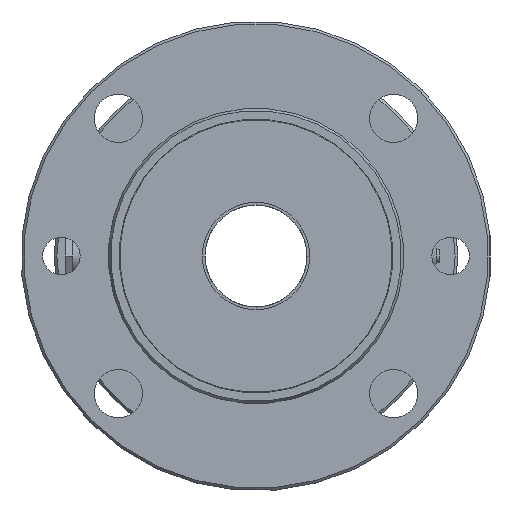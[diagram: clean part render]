
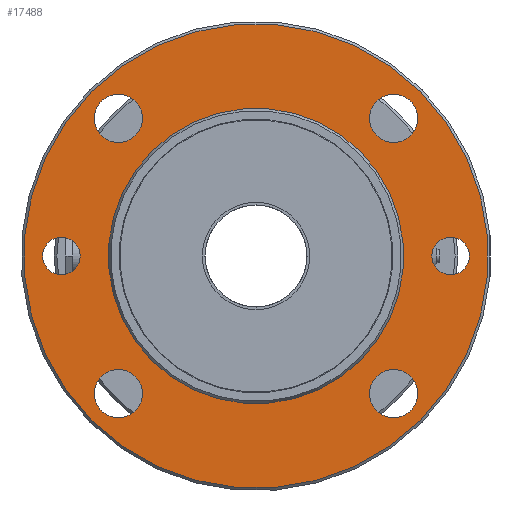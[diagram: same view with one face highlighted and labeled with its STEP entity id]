
A CAD part, left-side view. The second image highlights one B-rep face of the part: STEP entity #17488.
In plain terms, the highlighted planar face has unit normal (-1, 0, 0).
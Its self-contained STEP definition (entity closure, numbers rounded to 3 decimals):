
#585=PLANE('',#18881);
#1262=CIRCLE('',#18880,86.5);
#1263=CIRCLE('',#18882,7.);
#1264=CIRCLE('',#18883,7.);
#1265=CIRCLE('',#18884,9.);
#1266=CIRCLE('',#18885,9.);
#1267=CIRCLE('',#18886,9.);
#1268=CIRCLE('',#18887,9.);
#1269=CIRCLE('',#18888,55.);
#5218=ORIENTED_EDGE('',*,*,#7052,.F.);
#5219=ORIENTED_EDGE('',*,*,#7053,.F.);
#5220=ORIENTED_EDGE('',*,*,#7054,.F.);
#5221=ORIENTED_EDGE('',*,*,#7055,.F.);
#5222=ORIENTED_EDGE('',*,*,#7056,.F.);
#5223=ORIENTED_EDGE('',*,*,#7057,.F.);
#5224=ORIENTED_EDGE('',*,*,#7058,.F.);
#5225=ORIENTED_EDGE('',*,*,#7051,.T.);
#7051=EDGE_CURVE('',#8237,#8237,#1262,.T.);
#7052=EDGE_CURVE('',#8238,#8238,#1263,.T.);
#7053=EDGE_CURVE('',#8239,#8239,#1264,.T.);
#7054=EDGE_CURVE('',#8240,#8240,#1265,.T.);
#7055=EDGE_CURVE('',#8241,#8241,#1266,.T.);
#7056=EDGE_CURVE('',#8242,#8242,#1267,.T.);
#7057=EDGE_CURVE('',#8243,#8243,#1268,.T.);
#7058=EDGE_CURVE('',#8244,#8244,#1269,.T.);
#8237=VERTEX_POINT('',#28179);
#8238=VERTEX_POINT('',#28182);
#8239=VERTEX_POINT('',#28184);
#8240=VERTEX_POINT('',#28186);
#8241=VERTEX_POINT('',#28188);
#8242=VERTEX_POINT('',#28190);
#8243=VERTEX_POINT('',#28192);
#8244=VERTEX_POINT('',#28194);
#9852=EDGE_LOOP('',(#5218));
#9853=EDGE_LOOP('',(#5219));
#9854=EDGE_LOOP('',(#5220));
#9855=EDGE_LOOP('',(#5221));
#9856=EDGE_LOOP('',(#5222));
#9857=EDGE_LOOP('',(#5223));
#9858=EDGE_LOOP('',(#5224));
#9859=EDGE_LOOP('',(#5225));
#11000=FACE_BOUND('',#9852,.T.);
#11001=FACE_BOUND('',#9853,.T.);
#11002=FACE_BOUND('',#9854,.T.);
#11003=FACE_BOUND('',#9855,.T.);
#11004=FACE_BOUND('',#9856,.T.);
#11005=FACE_BOUND('',#9857,.T.);
#11006=FACE_BOUND('',#9858,.T.);
#11007=FACE_BOUND('',#9859,.T.);
#17488=ADVANCED_FACE('',(#11000,#11001,#11002,#11003,#11004,#11005,#11006,
#11007),#585,.T.);
#18880=AXIS2_PLACEMENT_3D('',#28178,#22010,#22011);
#18881=AXIS2_PLACEMENT_3D('',#28180,#22012,#22013);
#18882=AXIS2_PLACEMENT_3D('',#28181,#22014,#22015);
#18883=AXIS2_PLACEMENT_3D('',#28183,#22016,#22017);
#18884=AXIS2_PLACEMENT_3D('',#28185,#22018,#22019);
#18885=AXIS2_PLACEMENT_3D('',#28187,#22020,#22021);
#18886=AXIS2_PLACEMENT_3D('',#28189,#22022,#22023);
#18887=AXIS2_PLACEMENT_3D('',#28191,#22024,#22025);
#18888=AXIS2_PLACEMENT_3D('',#28193,#22026,#22027);
#22010=DIRECTION('',(-1.,0.,0.));
#22011=DIRECTION('',(0.,-0.707,-0.707));
#22012=DIRECTION('',(-1.,0.,0.));
#22013=DIRECTION('',(0.,-0.707,-0.707));
#22014=DIRECTION('',(-1.,0.,0.));
#22015=DIRECTION('',(0.,1.,0.));
#22016=DIRECTION('',(-1.,0.,0.));
#22017=DIRECTION('',(0.,1.,0.));
#22018=DIRECTION('',(-1.,0.,0.));
#22019=DIRECTION('',(0.,1.,0.));
#22020=DIRECTION('',(-1.,0.,0.));
#22021=DIRECTION('',(0.,1.,0.));
#22022=DIRECTION('',(-1.,0.,0.));
#22023=DIRECTION('',(0.,1.,0.));
#22024=DIRECTION('',(-1.,0.,0.));
#22025=DIRECTION('',(0.,1.,0.));
#22026=DIRECTION('',(-1.,0.,0.));
#22027=DIRECTION('',(0.,-0.707,-0.707));
#28178=CARTESIAN_POINT('',(0.,0.,0.));
#28179=CARTESIAN_POINT('',(0.,-61.165,-61.165));
#28180=CARTESIAN_POINT('',(0.,-38.891,-38.891));
#28181=CARTESIAN_POINT('',(0.,-72.5,0.));
#28182=CARTESIAN_POINT('',(0.,-65.5,0.));
#28183=CARTESIAN_POINT('',(0.,72.5,0.));
#28184=CARTESIAN_POINT('',(0.,79.5,0.));
#28185=CARTESIAN_POINT('',(0.,-51.265,51.265));
#28186=CARTESIAN_POINT('',(0.,-42.265,51.265));
#28187=CARTESIAN_POINT('',(0.,51.265,51.265));
#28188=CARTESIAN_POINT('',(0.,60.265,51.265));
#28189=CARTESIAN_POINT('',(0.,51.265,-51.265));
#28190=CARTESIAN_POINT('',(0.,60.265,-51.265));
#28191=CARTESIAN_POINT('',(0.,-51.265,-51.265));
#28192=CARTESIAN_POINT('',(0.,-42.265,-51.265));
#28193=CARTESIAN_POINT('',(0.,0.,0.));
#28194=CARTESIAN_POINT('',(0.,-38.891,-38.891));
